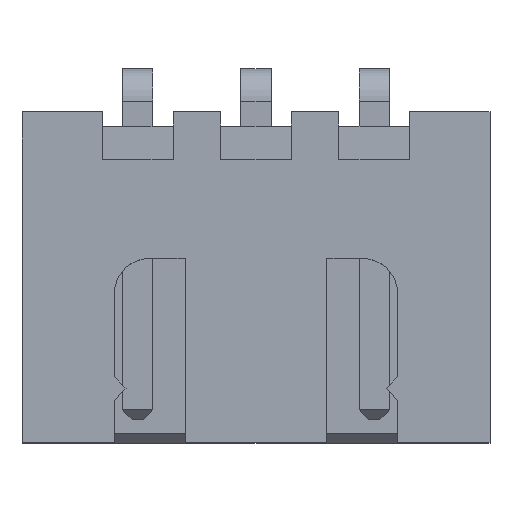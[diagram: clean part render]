
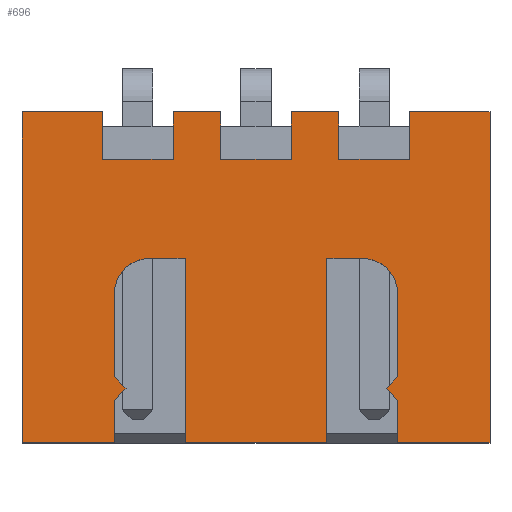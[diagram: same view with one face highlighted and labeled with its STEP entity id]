
A CAD part, top view. The second image highlights one B-rep face of the part: STEP entity #696.
In plain terms, the highlighted planar face has unit normal (0, 0, 1).
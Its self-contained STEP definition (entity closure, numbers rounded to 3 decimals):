
#301 = VERTEX_POINT('',#302);
#302 = CARTESIAN_POINT('',(7.45,-0.6,6.1));
#319 = VERTEX_POINT('',#320);
#320 = CARTESIAN_POINT('',(5.75,-0.6,6.1));
#326 = EDGE_CURVE('',#301,#319,#327,.T.);
#327 = LINE('',#328,#329);
#328 = CARTESIAN_POINT('',(7.45,-0.6,6.1));
#329 = VECTOR('',#330,1.);
#330 = DIRECTION('',(-1.,0.,0.));
#340 = EDGE_CURVE('',#319,#341,#343,.T.);
#341 = VERTEX_POINT('',#342);
#342 = CARTESIAN_POINT('',(5.75,-1.6,6.1));
#343 = LINE('',#344,#345);
#344 = CARTESIAN_POINT('',(5.75,-0.6,6.1));
#345 = VECTOR('',#346,1.);
#346 = DIRECTION('',(0.,-1.,0.));
#404 = EDGE_CURVE('',#405,#407,#409,.T.);
#405 = VERTEX_POINT('',#406);
#406 = CARTESIAN_POINT('',(4.25,-0.6,6.1));
#407 = VERTEX_POINT('',#408);
#408 = CARTESIAN_POINT('',(4.25,-1.6,6.1));
#409 = LINE('',#410,#411);
#410 = CARTESIAN_POINT('',(4.25,-0.6,6.1));
#411 = VECTOR('',#412,1.);
#412 = DIRECTION('',(0.,-1.,0.));
#446 = EDGE_CURVE('',#405,#447,#449,.T.);
#447 = VERTEX_POINT('',#448);
#448 = CARTESIAN_POINT('',(3.25,-0.6,6.1));
#449 = LINE('',#450,#451);
#450 = CARTESIAN_POINT('',(7.45,-0.6,6.1));
#451 = VECTOR('',#452,1.);
#452 = DIRECTION('',(-1.,0.,0.));
#468 = EDGE_CURVE('',#447,#469,#471,.T.);
#469 = VERTEX_POINT('',#470);
#470 = CARTESIAN_POINT('',(3.25,-1.6,6.1));
#471 = LINE('',#472,#473);
#472 = CARTESIAN_POINT('',(3.25,-0.6,6.1));
#473 = VECTOR('',#474,1.);
#474 = DIRECTION('',(0.,-1.,0.));
#532 = EDGE_CURVE('',#533,#535,#537,.T.);
#533 = VERTEX_POINT('',#534);
#534 = CARTESIAN_POINT('',(1.75,-0.6,6.1));
#535 = VERTEX_POINT('',#536);
#536 = CARTESIAN_POINT('',(1.75,-1.6,6.1));
#537 = LINE('',#538,#539);
#538 = CARTESIAN_POINT('',(1.75,-0.6,6.1));
#539 = VECTOR('',#540,1.);
#540 = DIRECTION('',(0.,-1.,0.));
#573 = VERTEX_POINT('',#574);
#574 = CARTESIAN_POINT('',(0.75,-0.6,6.1));
#582 = EDGE_CURVE('',#533,#573,#583,.T.);
#583 = LINE('',#584,#585);
#584 = CARTESIAN_POINT('',(7.45,-0.6,6.1));
#585 = VECTOR('',#586,1.);
#586 = DIRECTION('',(-1.,0.,0.));
#596 = EDGE_CURVE('',#573,#597,#599,.T.);
#597 = VERTEX_POINT('',#598);
#598 = CARTESIAN_POINT('',(0.75,-1.6,6.1));
#599 = LINE('',#600,#601);
#600 = CARTESIAN_POINT('',(0.75,-0.6,6.1));
#601 = VECTOR('',#602,1.);
#602 = DIRECTION('',(0.,-1.,0.));
#660 = EDGE_CURVE('',#661,#663,#665,.T.);
#661 = VERTEX_POINT('',#662);
#662 = CARTESIAN_POINT('',(-0.75,-0.6,6.1));
#663 = VERTEX_POINT('',#664);
#664 = CARTESIAN_POINT('',(-0.75,-1.6,6.1));
#665 = LINE('',#666,#667);
#666 = CARTESIAN_POINT('',(-0.75,-0.6,6.1));
#667 = VECTOR('',#668,1.);
#668 = DIRECTION('',(0.,-1.,0.));
#696 = ADVANCED_FACE('',(#697),#886,.F.);
#697 = FACE_BOUND('',#698,.F.);
#698 = EDGE_LOOP('',(#699,#700,#708,#716,#724,#732,#740,#748,#757,#765,
    #773,#781,#789,#797,#806,#814,#822,#830,#838,#846,#854,#860,#861,
    #867,#868,#869,#870,#876,#877,#878,#879,#885));
#699 = ORIENTED_EDGE('',*,*,#326,.F.);
#700 = ORIENTED_EDGE('',*,*,#701,.T.);
#701 = EDGE_CURVE('',#301,#702,#704,.T.);
#702 = VERTEX_POINT('',#703);
#703 = CARTESIAN_POINT('',(7.45,-7.6,6.1));
#704 = LINE('',#705,#706);
#705 = CARTESIAN_POINT('',(7.45,-0.6,6.1));
#706 = VECTOR('',#707,1.);
#707 = DIRECTION('',(0.,-1.,0.));
#708 = ORIENTED_EDGE('',*,*,#709,.T.);
#709 = EDGE_CURVE('',#702,#710,#712,.T.);
#710 = VERTEX_POINT('',#711);
#711 = CARTESIAN_POINT('',(5.5,-7.6,6.1));
#712 = LINE('',#713,#714);
#713 = CARTESIAN_POINT('',(7.45,-7.6,6.1));
#714 = VECTOR('',#715,1.);
#715 = DIRECTION('',(-1.,0.,0.));
#716 = ORIENTED_EDGE('',*,*,#717,.F.);
#717 = EDGE_CURVE('',#718,#710,#720,.T.);
#718 = VERTEX_POINT('',#719);
#719 = CARTESIAN_POINT('',(5.5,-6.7,6.1));
#720 = LINE('',#721,#722);
#721 = CARTESIAN_POINT('',(5.5,-6.7,6.1));
#722 = VECTOR('',#723,1.);
#723 = DIRECTION('',(0.,-1.,0.));
#724 = ORIENTED_EDGE('',*,*,#725,.F.);
#725 = EDGE_CURVE('',#726,#718,#728,.T.);
#726 = VERTEX_POINT('',#727);
#727 = CARTESIAN_POINT('',(5.25,-6.45,6.1));
#728 = LINE('',#729,#730);
#729 = CARTESIAN_POINT('',(5.25,-6.45,6.1));
#730 = VECTOR('',#731,1.);
#731 = DIRECTION('',(0.707,-0.707,0.)
  );
#732 = ORIENTED_EDGE('',*,*,#733,.F.);
#733 = EDGE_CURVE('',#734,#726,#736,.T.);
#734 = VERTEX_POINT('',#735);
#735 = CARTESIAN_POINT('',(5.5,-6.2,6.1));
#736 = LINE('',#737,#738);
#737 = CARTESIAN_POINT('',(5.5,-6.2,6.1));
#738 = VECTOR('',#739,1.);
#739 = DIRECTION('',(-0.707,-0.707,0.)
  );
#740 = ORIENTED_EDGE('',*,*,#741,.F.);
#741 = EDGE_CURVE('',#742,#734,#744,.T.);
#742 = VERTEX_POINT('',#743);
#743 = CARTESIAN_POINT('',(5.5,-4.45,6.1));
#744 = LINE('',#745,#746);
#745 = CARTESIAN_POINT('',(5.5,-3.7,6.1));
#746 = VECTOR('',#747,1.);
#747 = DIRECTION('',(0.,-1.,0.));
#748 = ORIENTED_EDGE('',*,*,#749,.F.);
#749 = EDGE_CURVE('',#750,#742,#752,.T.);
#750 = VERTEX_POINT('',#751);
#751 = CARTESIAN_POINT('',(4.75,-3.7,6.1));
#752 = CIRCLE('',#753,0.75);
#753 = AXIS2_PLACEMENT_3D('',#754,#755,#756);
#754 = CARTESIAN_POINT('',(4.75,-4.45,6.1));
#755 = DIRECTION('',(0.,0.,-1.));
#756 = DIRECTION('',(0.,-1.,0.));
#757 = ORIENTED_EDGE('',*,*,#758,.F.);
#758 = EDGE_CURVE('',#759,#750,#761,.T.);
#759 = VERTEX_POINT('',#760);
#760 = CARTESIAN_POINT('',(4.,-3.7,6.1));
#761 = LINE('',#762,#763);
#762 = CARTESIAN_POINT('',(4.,-3.7,6.1));
#763 = VECTOR('',#764,1.);
#764 = DIRECTION('',(1.,0.,0.));
#765 = ORIENTED_EDGE('',*,*,#766,.F.);
#766 = EDGE_CURVE('',#767,#759,#769,.T.);
#767 = VERTEX_POINT('',#768);
#768 = CARTESIAN_POINT('',(4.,-7.6,6.1));
#769 = LINE('',#770,#771);
#770 = CARTESIAN_POINT('',(4.,-7.6,6.1));
#771 = VECTOR('',#772,1.);
#772 = DIRECTION('',(0.,1.,0.));
#773 = ORIENTED_EDGE('',*,*,#774,.T.);
#774 = EDGE_CURVE('',#767,#775,#777,.T.);
#775 = VERTEX_POINT('',#776);
#776 = CARTESIAN_POINT('',(1.,-7.6,6.1));
#777 = LINE('',#778,#779);
#778 = CARTESIAN_POINT('',(7.45,-7.6,6.1));
#779 = VECTOR('',#780,1.);
#780 = DIRECTION('',(-1.,0.,0.));
#781 = ORIENTED_EDGE('',*,*,#782,.T.);
#782 = EDGE_CURVE('',#775,#783,#785,.T.);
#783 = VERTEX_POINT('',#784);
#784 = CARTESIAN_POINT('',(1.,-3.7,6.1));
#785 = LINE('',#786,#787);
#786 = CARTESIAN_POINT('',(1.,-7.6,6.1));
#787 = VECTOR('',#788,1.);
#788 = DIRECTION('',(0.,1.,0.));
#789 = ORIENTED_EDGE('',*,*,#790,.T.);
#790 = EDGE_CURVE('',#783,#791,#793,.T.);
#791 = VERTEX_POINT('',#792);
#792 = CARTESIAN_POINT('',(0.25,-3.7,6.1));
#793 = LINE('',#794,#795);
#794 = CARTESIAN_POINT('',(1.,-3.7,6.1));
#795 = VECTOR('',#796,1.);
#796 = DIRECTION('',(-1.,0.,0.));
#797 = ORIENTED_EDGE('',*,*,#798,.T.);
#798 = EDGE_CURVE('',#791,#799,#801,.T.);
#799 = VERTEX_POINT('',#800);
#800 = CARTESIAN_POINT('',(-0.5,-4.45,6.1));
#801 = CIRCLE('',#802,0.75);
#802 = AXIS2_PLACEMENT_3D('',#803,#804,#805);
#803 = CARTESIAN_POINT('',(0.25,-4.45,6.1));
#804 = DIRECTION('',(0.,0.,1.));
#805 = DIRECTION('',(0.,-1.,0.));
#806 = ORIENTED_EDGE('',*,*,#807,.T.);
#807 = EDGE_CURVE('',#799,#808,#810,.T.);
#808 = VERTEX_POINT('',#809);
#809 = CARTESIAN_POINT('',(-0.5,-6.2,6.1));
#810 = LINE('',#811,#812);
#811 = CARTESIAN_POINT('',(-0.5,-3.7,6.1));
#812 = VECTOR('',#813,1.);
#813 = DIRECTION('',(0.,-1.,0.));
#814 = ORIENTED_EDGE('',*,*,#815,.T.);
#815 = EDGE_CURVE('',#808,#816,#818,.T.);
#816 = VERTEX_POINT('',#817);
#817 = CARTESIAN_POINT('',(-0.25,-6.45,6.1));
#818 = LINE('',#819,#820);
#819 = CARTESIAN_POINT('',(-0.5,-6.2,6.1));
#820 = VECTOR('',#821,1.);
#821 = DIRECTION('',(0.707,-0.707,0.)
  );
#822 = ORIENTED_EDGE('',*,*,#823,.T.);
#823 = EDGE_CURVE('',#816,#824,#826,.T.);
#824 = VERTEX_POINT('',#825);
#825 = CARTESIAN_POINT('',(-0.5,-6.7,6.1));
#826 = LINE('',#827,#828);
#827 = CARTESIAN_POINT('',(-0.25,-6.45,6.1));
#828 = VECTOR('',#829,1.);
#829 = DIRECTION('',(-0.707,-0.707,0.)
  );
#830 = ORIENTED_EDGE('',*,*,#831,.T.);
#831 = EDGE_CURVE('',#824,#832,#834,.T.);
#832 = VERTEX_POINT('',#833);
#833 = CARTESIAN_POINT('',(-0.5,-7.6,6.1));
#834 = LINE('',#835,#836);
#835 = CARTESIAN_POINT('',(-0.5,-6.7,6.1));
#836 = VECTOR('',#837,1.);
#837 = DIRECTION('',(0.,-1.,0.));
#838 = ORIENTED_EDGE('',*,*,#839,.T.);
#839 = EDGE_CURVE('',#832,#840,#842,.T.);
#840 = VERTEX_POINT('',#841);
#841 = CARTESIAN_POINT('',(-2.45,-7.6,6.1));
#842 = LINE('',#843,#844);
#843 = CARTESIAN_POINT('',(7.45,-7.6,6.1));
#844 = VECTOR('',#845,1.);
#845 = DIRECTION('',(-1.,0.,0.));
#846 = ORIENTED_EDGE('',*,*,#847,.F.);
#847 = EDGE_CURVE('',#848,#840,#850,.T.);
#848 = VERTEX_POINT('',#849);
#849 = CARTESIAN_POINT('',(-2.45,-0.6,6.1));
#850 = LINE('',#851,#852);
#851 = CARTESIAN_POINT('',(-2.45,-0.6,6.1));
#852 = VECTOR('',#853,1.);
#853 = DIRECTION('',(0.,-1.,0.));
#854 = ORIENTED_EDGE('',*,*,#855,.F.);
#855 = EDGE_CURVE('',#661,#848,#856,.T.);
#856 = LINE('',#857,#858);
#857 = CARTESIAN_POINT('',(7.45,-0.6,6.1));
#858 = VECTOR('',#859,1.);
#859 = DIRECTION('',(-1.,0.,0.));
#860 = ORIENTED_EDGE('',*,*,#660,.T.);
#861 = ORIENTED_EDGE('',*,*,#862,.F.);
#862 = EDGE_CURVE('',#597,#663,#863,.T.);
#863 = LINE('',#864,#865);
#864 = CARTESIAN_POINT('',(0.75,-1.6,6.1));
#865 = VECTOR('',#866,1.);
#866 = DIRECTION('',(-1.,0.,0.));
#867 = ORIENTED_EDGE('',*,*,#596,.F.);
#868 = ORIENTED_EDGE('',*,*,#582,.F.);
#869 = ORIENTED_EDGE('',*,*,#532,.T.);
#870 = ORIENTED_EDGE('',*,*,#871,.F.);
#871 = EDGE_CURVE('',#469,#535,#872,.T.);
#872 = LINE('',#873,#874);
#873 = CARTESIAN_POINT('',(3.25,-1.6,6.1));
#874 = VECTOR('',#875,1.);
#875 = DIRECTION('',(-1.,0.,0.));
#876 = ORIENTED_EDGE('',*,*,#468,.F.);
#877 = ORIENTED_EDGE('',*,*,#446,.F.);
#878 = ORIENTED_EDGE('',*,*,#404,.T.);
#879 = ORIENTED_EDGE('',*,*,#880,.F.);
#880 = EDGE_CURVE('',#341,#407,#881,.T.);
#881 = LINE('',#882,#883);
#882 = CARTESIAN_POINT('',(5.75,-1.6,6.1));
#883 = VECTOR('',#884,1.);
#884 = DIRECTION('',(-1.,0.,0.));
#885 = ORIENTED_EDGE('',*,*,#340,.F.);
#886 = PLANE('',#887);
#887 = AXIS2_PLACEMENT_3D('',#888,#889,#890);
#888 = CARTESIAN_POINT('',(7.45,-0.6,6.1));
#889 = DIRECTION('',(0.,0.,-1.));
#890 = DIRECTION('',(-1.,0.,0.));
